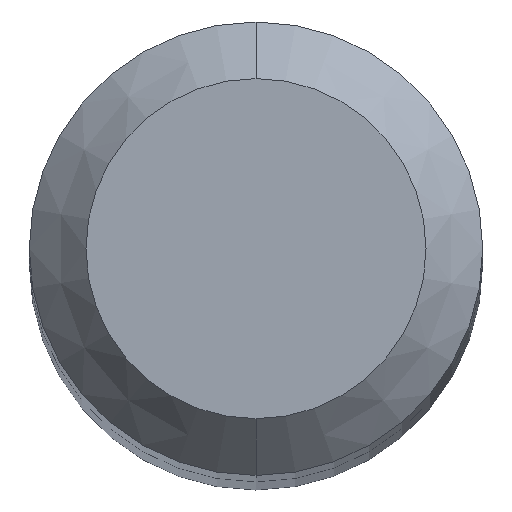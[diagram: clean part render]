
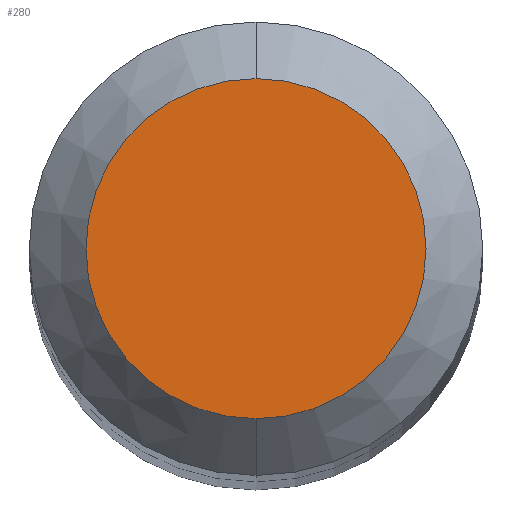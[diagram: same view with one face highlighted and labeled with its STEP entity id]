
A CAD part, top view. The second image highlights one B-rep face of the part: STEP entity #280.
In plain terms, the highlighted planar face has unit normal (0, 0, 1).
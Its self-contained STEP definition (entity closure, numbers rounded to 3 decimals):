
#12 = AXIS2_PLACEMENT_3D ( 'NONE', #326, #336, #245 ) ;
#33 = CARTESIAN_POINT ( 'NONE',  ( 0., -1.5, 75. ) ) ;
#76 = DIRECTION ( 'NONE',  ( 0., 1., 0. ) ) ;
#84 = PLANE ( 'NONE',  #175 ) ;
#91 = CIRCLE ( 'NONE', #130, 1.5 ) ;
#117 = FACE_OUTER_BOUND ( 'NONE', #300, .T. ) ;
#130 = AXIS2_PLACEMENT_3D ( 'NONE', #294, #152, #325 ) ;
#152 = DIRECTION ( 'NONE',  ( 0., 0., -1. ) ) ;
#175 = AXIS2_PLACEMENT_3D ( 'NONE', #259, #297, #76 ) ;
#177 = EDGE_CURVE ( 'NONE', #309, #305, #91, .T. ) ;
#191 = CIRCLE ( 'NONE', #12, 1.5 ) ;
#194 = ORIENTED_EDGE ( 'NONE', *, *, #177, .F. ) ;
#195 = ORIENTED_EDGE ( 'NONE', *, *, #262, .F. ) ;
#245 = DIRECTION ( 'NONE',  ( 0., 1., 0. ) ) ;
#259 = CARTESIAN_POINT ( 'NONE',  ( 0., 0., 75. ) ) ;
#262 = EDGE_CURVE ( 'NONE', #305, #309, #191, .T. ) ;
#280 = ADVANCED_FACE ( 'NONE', ( #117 ), #84, .F. ) ;
#294 = CARTESIAN_POINT ( 'NONE',  ( 0., 0., 75. ) ) ;
#297 = DIRECTION ( 'NONE',  ( 0., 0., -1. ) ) ;
#299 = CARTESIAN_POINT ( 'NONE',  ( 0., 1.5, 75. ) ) ;
#300 = EDGE_LOOP ( 'NONE', ( #194, #195 ) ) ;
#305 = VERTEX_POINT ( 'NONE', #33 ) ;
#309 = VERTEX_POINT ( 'NONE', #299 ) ;
#325 = DIRECTION ( 'NONE',  ( 0., 1., 0. ) ) ;
#326 = CARTESIAN_POINT ( 'NONE',  ( 0., 0., 75. ) ) ;
#336 = DIRECTION ( 'NONE',  ( 0., 0., -1. ) ) ;
